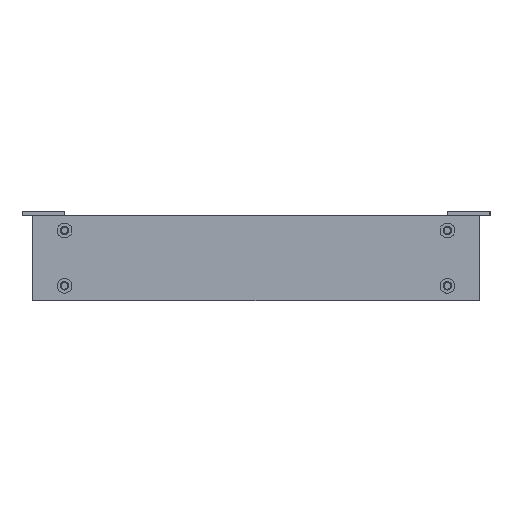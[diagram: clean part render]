
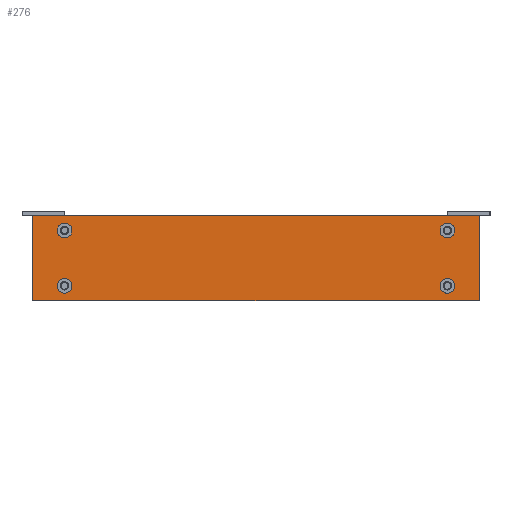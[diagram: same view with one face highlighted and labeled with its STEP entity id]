
A CAD part, left-side view. The second image highlights one B-rep face of the part: STEP entity #276.
In plain terms, the highlighted face is planar.
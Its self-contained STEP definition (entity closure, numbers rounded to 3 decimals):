
#159=FACE_BOUND('',#772,.T.);
#160=FACE_BOUND('',#773,.T.);
#161=FACE_BOUND('',#774,.T.);
#162=FACE_BOUND('',#775,.T.);
#276=ADVANCED_FACE('',(#514,#159,#160,#161,#162),#3950,.T.);
#514=FACE_OUTER_BOUND('',#771,.T.);
#771=EDGE_LOOP('',(#1422,#1423,#1424,#1425));
#772=EDGE_LOOP('',(#1426,#1427));
#773=EDGE_LOOP('',(#1428,#1429));
#774=EDGE_LOOP('',(#1430,#1431));
#775=EDGE_LOOP('',(#1432,#1433));
#1422=ORIENTED_EDGE('',*,*,#2448,.F.);
#1423=ORIENTED_EDGE('',*,*,#2452,.F.);
#1424=ORIENTED_EDGE('',*,*,#2455,.F.);
#1425=ORIENTED_EDGE('',*,*,#2458,.F.);
#1426=ORIENTED_EDGE('',*,*,#2400,.T.);
#1427=ORIENTED_EDGE('',*,*,#2401,.T.);
#1428=ORIENTED_EDGE('',*,*,#2412,.T.);
#1429=ORIENTED_EDGE('',*,*,#2413,.T.);
#1430=ORIENTED_EDGE('',*,*,#2424,.T.);
#1431=ORIENTED_EDGE('',*,*,#2425,.T.);
#1432=ORIENTED_EDGE('',*,*,#2436,.T.);
#1433=ORIENTED_EDGE('',*,*,#2437,.T.);
#2400=EDGE_CURVE('',#3606,#3607,#3376,.T.);
#2401=EDGE_CURVE('',#3607,#3606,#3377,.T.);
#2412=EDGE_CURVE('',#3614,#3615,#3384,.T.);
#2413=EDGE_CURVE('',#3615,#3614,#3385,.T.);
#2424=EDGE_CURVE('',#3622,#3623,#3392,.T.);
#2425=EDGE_CURVE('',#3623,#3622,#3393,.T.);
#2436=EDGE_CURVE('',#3630,#3631,#3400,.T.);
#2437=EDGE_CURVE('',#3631,#3630,#3401,.T.);
#2448=EDGE_CURVE('',#3634,#3635,#2997,.T.);
#2452=EDGE_CURVE('',#3638,#3634,#3001,.T.);
#2455=EDGE_CURVE('',#3640,#3638,#3004,.T.);
#2458=EDGE_CURVE('',#3635,#3640,#3007,.T.);
#2997=B_SPLINE_CURVE_WITH_KNOTS('',1,(#6325,#6326),.UNSPECIFIED.,.F.,.F.,
(2,2),(-40.,0.),.UNSPECIFIED.);
#3001=B_SPLINE_CURVE_WITH_KNOTS('',1,(#6333,#6334),.UNSPECIFIED.,.F.,.F.,
(2,2),(-210.,0.),.UNSPECIFIED.);
#3004=B_SPLINE_CURVE_WITH_KNOTS('',1,(#6339,#6340),.UNSPECIFIED.,.F.,.F.,
(2,2),(-40.,0.),.UNSPECIFIED.);
#3007=B_SPLINE_CURVE_WITH_KNOTS('',1,(#6345,#6346),.UNSPECIFIED.,.F.,.F.,
(2,2),(-210.,0.),.UNSPECIFIED.);
#3376=(
BOUNDED_CURVE()
B_SPLINE_CURVE(2,(#6133,#6134,#6135,#6136,#6137),.UNSPECIFIED.,.F.,.F.)
B_SPLINE_CURVE_WITH_KNOTS((3,2,3),(0.,5.498,10.996),
 .UNSPECIFIED.)
CURVE()
GEOMETRIC_REPRESENTATION_ITEM()
RATIONAL_B_SPLINE_CURVE((1.,0.707,1.,0.707,1.))
REPRESENTATION_ITEM('')
);
#3377=(
BOUNDED_CURVE()
B_SPLINE_CURVE(2,(#6138,#6139,#6140,#6141,#6142),.UNSPECIFIED.,.F.,.F.)
B_SPLINE_CURVE_WITH_KNOTS((3,2,3),(0.,5.498,10.996),
 .UNSPECIFIED.)
CURVE()
GEOMETRIC_REPRESENTATION_ITEM()
RATIONAL_B_SPLINE_CURVE((1.,0.707,1.,0.707,1.))
REPRESENTATION_ITEM('')
);
#3384=(
BOUNDED_CURVE()
B_SPLINE_CURVE(2,(#6181,#6182,#6183,#6184,#6185),.UNSPECIFIED.,.F.,.F.)
B_SPLINE_CURVE_WITH_KNOTS((3,2,3),(0.,5.498,10.996),
 .UNSPECIFIED.)
CURVE()
GEOMETRIC_REPRESENTATION_ITEM()
RATIONAL_B_SPLINE_CURVE((1.,0.707,1.,0.707,1.))
REPRESENTATION_ITEM('')
);
#3385=(
BOUNDED_CURVE()
B_SPLINE_CURVE(2,(#6186,#6187,#6188,#6189,#6190),.UNSPECIFIED.,.F.,.F.)
B_SPLINE_CURVE_WITH_KNOTS((3,2,3),(0.,5.498,10.996),
 .UNSPECIFIED.)
CURVE()
GEOMETRIC_REPRESENTATION_ITEM()
RATIONAL_B_SPLINE_CURVE((1.,0.707,1.,0.707,1.))
REPRESENTATION_ITEM('')
);
#3392=(
BOUNDED_CURVE()
B_SPLINE_CURVE(2,(#6229,#6230,#6231,#6232,#6233),.UNSPECIFIED.,.F.,.F.)
B_SPLINE_CURVE_WITH_KNOTS((3,2,3),(0.,5.498,10.996),
 .UNSPECIFIED.)
CURVE()
GEOMETRIC_REPRESENTATION_ITEM()
RATIONAL_B_SPLINE_CURVE((1.,0.707,1.,0.707,1.))
REPRESENTATION_ITEM('')
);
#3393=(
BOUNDED_CURVE()
B_SPLINE_CURVE(2,(#6234,#6235,#6236,#6237,#6238),.UNSPECIFIED.,.F.,.F.)
B_SPLINE_CURVE_WITH_KNOTS((3,2,3),(0.,5.498,10.996),
 .UNSPECIFIED.)
CURVE()
GEOMETRIC_REPRESENTATION_ITEM()
RATIONAL_B_SPLINE_CURVE((1.,0.707,1.,0.707,1.))
REPRESENTATION_ITEM('')
);
#3400=(
BOUNDED_CURVE()
B_SPLINE_CURVE(2,(#6277,#6278,#6279,#6280,#6281),.UNSPECIFIED.,.F.,.F.)
B_SPLINE_CURVE_WITH_KNOTS((3,2,3),(0.,5.498,10.996),
 .UNSPECIFIED.)
CURVE()
GEOMETRIC_REPRESENTATION_ITEM()
RATIONAL_B_SPLINE_CURVE((1.,0.707,1.,0.707,1.))
REPRESENTATION_ITEM('')
);
#3401=(
BOUNDED_CURVE()
B_SPLINE_CURVE(2,(#6282,#6283,#6284,#6285,#6286),.UNSPECIFIED.,.F.,.F.)
B_SPLINE_CURVE_WITH_KNOTS((3,2,3),(0.,5.498,10.996),
 .UNSPECIFIED.)
CURVE()
GEOMETRIC_REPRESENTATION_ITEM()
RATIONAL_B_SPLINE_CURVE((1.,0.707,1.,0.707,1.))
REPRESENTATION_ITEM('')
);
#3606=VERTEX_POINT('',#5855);
#3607=VERTEX_POINT('',#5856);
#3614=VERTEX_POINT('',#5863);
#3615=VERTEX_POINT('',#5864);
#3622=VERTEX_POINT('',#5871);
#3623=VERTEX_POINT('',#5872);
#3630=VERTEX_POINT('',#5879);
#3631=VERTEX_POINT('',#5880);
#3634=VERTEX_POINT('',#5883);
#3635=VERTEX_POINT('',#5884);
#3638=VERTEX_POINT('',#5887);
#3640=VERTEX_POINT('',#5889);
#3950=PLANE('',#4336);
#4336=AXIS2_PLACEMENT_3D('',#5695,#4561,$);
#4561=DIRECTION('',(0.,0.,-1.));
#5695=CARTESIAN_POINT('',(-126.12,-24.12,0.));
#5855=CARTESIAN_POINT('',(86.5,-13.,0.));
#5856=CARTESIAN_POINT('',(93.5,-13.,0.));
#5863=CARTESIAN_POINT('',(-93.5,-13.,0.));
#5864=CARTESIAN_POINT('',(-86.5,-13.,0.));
#5871=CARTESIAN_POINT('',(-93.5,13.,0.));
#5872=CARTESIAN_POINT('',(-86.5,13.,0.));
#5879=CARTESIAN_POINT('',(86.5,13.,0.));
#5880=CARTESIAN_POINT('',(93.5,13.,0.));
#5883=CARTESIAN_POINT('',(105.,-20.,0.));
#5884=CARTESIAN_POINT('',(105.,20.,0.));
#5887=CARTESIAN_POINT('',(-105.,-20.,0.));
#5889=CARTESIAN_POINT('',(-105.,20.,0.));
#6133=CARTESIAN_POINT('',(86.5,-13.,0.));
#6134=CARTESIAN_POINT('',(86.5,-16.5,0.));
#6135=CARTESIAN_POINT('',(90.,-16.5,0.));
#6136=CARTESIAN_POINT('',(93.5,-16.5,0.));
#6137=CARTESIAN_POINT('',(93.5,-13.,0.));
#6138=CARTESIAN_POINT('',(93.5,-13.,0.));
#6139=CARTESIAN_POINT('',(93.5,-9.5,0.));
#6140=CARTESIAN_POINT('',(90.,-9.5,0.));
#6141=CARTESIAN_POINT('',(86.5,-9.5,0.));
#6142=CARTESIAN_POINT('',(86.5,-13.,0.));
#6181=CARTESIAN_POINT('',(-93.5,-13.,0.));
#6182=CARTESIAN_POINT('',(-93.5,-16.5,0.));
#6183=CARTESIAN_POINT('',(-90.,-16.5,0.));
#6184=CARTESIAN_POINT('',(-86.5,-16.5,0.));
#6185=CARTESIAN_POINT('',(-86.5,-13.,0.));
#6186=CARTESIAN_POINT('',(-86.5,-13.,0.));
#6187=CARTESIAN_POINT('',(-86.5,-9.5,0.));
#6188=CARTESIAN_POINT('',(-90.,-9.5,0.));
#6189=CARTESIAN_POINT('',(-93.5,-9.5,0.));
#6190=CARTESIAN_POINT('',(-93.5,-13.,0.));
#6229=CARTESIAN_POINT('',(-93.5,13.,0.));
#6230=CARTESIAN_POINT('',(-93.5,9.5,0.));
#6231=CARTESIAN_POINT('',(-90.,9.5,0.));
#6232=CARTESIAN_POINT('',(-86.5,9.5,0.));
#6233=CARTESIAN_POINT('',(-86.5,13.,0.));
#6234=CARTESIAN_POINT('',(-86.5,13.,0.));
#6235=CARTESIAN_POINT('',(-86.5,16.5,0.));
#6236=CARTESIAN_POINT('',(-90.,16.5,0.));
#6237=CARTESIAN_POINT('',(-93.5,16.5,0.));
#6238=CARTESIAN_POINT('',(-93.5,13.,0.));
#6277=CARTESIAN_POINT('',(86.5,13.,0.));
#6278=CARTESIAN_POINT('',(86.5,9.5,0.));
#6279=CARTESIAN_POINT('',(90.,9.5,0.));
#6280=CARTESIAN_POINT('',(93.5,9.5,0.));
#6281=CARTESIAN_POINT('',(93.5,13.,0.));
#6282=CARTESIAN_POINT('',(93.5,13.,0.));
#6283=CARTESIAN_POINT('',(93.5,16.5,0.));
#6284=CARTESIAN_POINT('',(90.,16.5,0.));
#6285=CARTESIAN_POINT('',(86.5,16.5,0.));
#6286=CARTESIAN_POINT('',(86.5,13.,0.));
#6325=CARTESIAN_POINT('',(105.,-20.,0.));
#6326=CARTESIAN_POINT('',(105.,20.,0.));
#6333=CARTESIAN_POINT('',(-105.,-20.,0.));
#6334=CARTESIAN_POINT('',(105.,-20.,0.));
#6339=CARTESIAN_POINT('',(-105.,20.,0.));
#6340=CARTESIAN_POINT('',(-105.,-20.,0.));
#6345=CARTESIAN_POINT('',(105.,20.,0.));
#6346=CARTESIAN_POINT('',(-105.,20.,0.));
